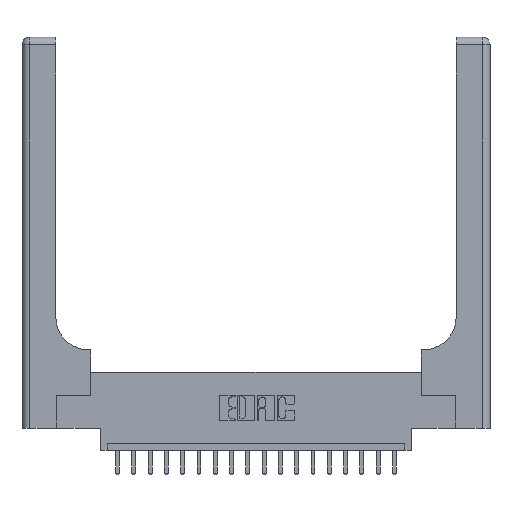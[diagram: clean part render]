
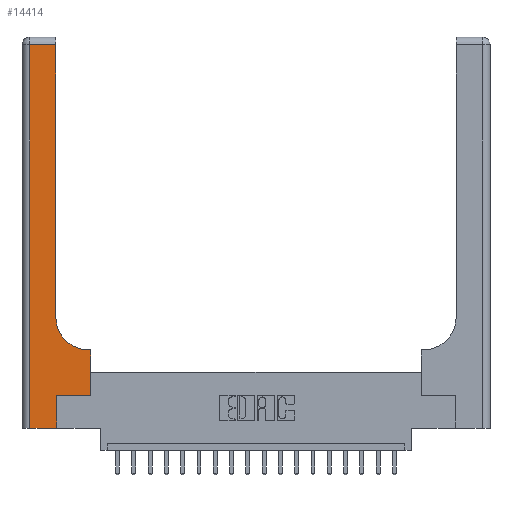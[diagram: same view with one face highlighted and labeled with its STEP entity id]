
A CAD part, top view. The second image highlights one B-rep face of the part: STEP entity #14414.
In plain terms, the highlighted planar face has unit normal (0, 0, 1).
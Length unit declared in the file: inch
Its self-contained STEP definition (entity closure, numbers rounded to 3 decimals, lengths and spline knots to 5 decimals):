
#71 = DIRECTION ( 'NONE',  ( -1., 0., 0. ) ) ;
#135 = DIRECTION ( 'NONE',  ( -1., 0., 0. ) ) ;
#333 = CARTESIAN_POINT ( 'NONE',  ( 0., 3., 0.37 ) ) ;
#434 = DIRECTION ( 'NONE',  ( 0., 0., -1. ) ) ;
#627 = ORIENTED_EDGE ( 'NONE', *, *, #17706, .T. ) ;
#676 = ORIENTED_EDGE ( 'NONE', *, *, #14133, .T. ) ;
#1195 = CARTESIAN_POINT ( 'NONE',  ( 0.06, 3., 0.37 ) ) ;
#1314 = ORIENTED_EDGE ( 'NONE', *, *, #19046, .T. ) ;
#1376 = VERTEX_POINT ( 'NONE', #14586 ) ;
#1415 = CARTESIAN_POINT ( 'NONE',  ( 0.26, 0.6, 0.37 ) ) ;
#1564 = AXIS2_PLACEMENT_3D ( 'NONE', #18146, #10448, #16715 ) ;
#1621 = DIRECTION ( 'NONE',  ( -1., 0., 0. ) ) ;
#1665 = CARTESIAN_POINT ( 'NONE',  ( 0.528, 0.25, 0.37 ) ) ;
#1830 = DIRECTION ( 'NONE',  ( 1., 0., 0. ) ) ;
#2927 = DIRECTION ( 'NONE',  ( 0., 1., 0. ) ) ;
#3166 = ORIENTED_EDGE ( 'NONE', *, *, #16397, .T. ) ;
#4338 = VECTOR ( 'NONE', #1621, 39.37008 ) ;
#4630 = EDGE_CURVE ( 'NONE', #6557, #9312, #9498, .T. ) ;
#5300 = VECTOR ( 'NONE', #71, 39.37008 ) ;
#5745 = VECTOR ( 'NONE', #2927, 39.37008 ) ;
#6146 = ORIENTED_EDGE ( 'NONE', *, *, #18816, .T. ) ;
#6222 = VERTEX_POINT ( 'NONE', #17009 ) ;
#6257 = EDGE_CURVE ( 'NONE', #6222, #1376, #15679, .T. ) ;
#6346 = CARTESIAN_POINT ( 'NONE',  ( 0., 0., 0.37 ) ) ;
#6557 = VERTEX_POINT ( 'NONE', #19856 ) ;
#6648 = LINE ( 'NONE', #6346, #8474 ) ;
#6944 = CARTESIAN_POINT ( 'NONE',  ( 0.265, 0.25, 0.37 ) ) ;
#7553 = DIRECTION ( 'NONE',  ( 0., 1., 0. ) ) ;
#7613 = VERTEX_POINT ( 'NONE', #6944 ) ;
#7769 = EDGE_CURVE ( 'NONE', #9984, #6222, #18528, .T. ) ;
#8063 = LINE ( 'NONE', #19455, #12386 ) ;
#8328 = EDGE_LOOP ( 'NONE', ( #3166, #12768, #1314, #6146, #18612, #676, #16060, #13363, #627 ) ) ;
#8474 = VECTOR ( 'NONE', #1830, 39.37008 ) ;
#8767 = VECTOR ( 'NONE', #7553, 39.37008 ) ;
#9085 = DIRECTION ( 'NONE',  ( 0., -1., 0. ) ) ;
#9312 = VERTEX_POINT ( 'NONE', #15122 ) ;
#9395 = CARTESIAN_POINT ( 'NONE',  ( 0., 2.94, 0.37 ) ) ;
#9498 = LINE ( 'NONE', #9395, #5300 ) ;
#9514 = LINE ( 'NONE', #12804, #15395 ) ;
#9729 = CARTESIAN_POINT ( 'NONE',  ( 0.265, 0., 0.37 ) ) ;
#9984 = VERTEX_POINT ( 'NONE', #1665 ) ;
#10396 = CIRCLE ( 'NONE', #1564, 0.25 ) ;
#10448 = DIRECTION ( 'NONE',  ( 0., 0., -1. ) ) ;
#10627 = CARTESIAN_POINT ( 'NONE',  ( 0.265, 0., 0.37 ) ) ;
#10826 = CARTESIAN_POINT ( 'NONE',  ( 0.528, 0.25, 0.37 ) ) ;
#11196 = PLANE ( 'NONE',  #13377 ) ;
#11525 = VERTEX_POINT ( 'NONE', #9729 ) ;
#12368 = LINE ( 'NONE', #1195, #14053 ) ;
#12386 = VECTOR ( 'NONE', #14624, 39.37008 ) ;
#12768 = ORIENTED_EDGE ( 'NONE', *, *, #4630, .T. ) ;
#12804 = CARTESIAN_POINT ( 'NONE',  ( 0.26, 3., 0.37 ) ) ;
#13306 = EDGE_CURVE ( 'NONE', #11525, #7613, #18321, .T. ) ;
#13363 = ORIENTED_EDGE ( 'NONE', *, *, #6257, .T. ) ;
#13377 = AXIS2_PLACEMENT_3D ( 'NONE', #333, #434, #135 ) ;
#14053 = VECTOR ( 'NONE', #9085, 39.37008 ) ;
#14133 = EDGE_CURVE ( 'NONE', #7613, #9984, #8063, .T. ) ;
#14414 = ADVANCED_FACE ( 'NONE', ( #19104 ), #11196, .F. ) ;
#14586 = CARTESIAN_POINT ( 'NONE',  ( 0.51, 0.6, 0.37 ) ) ;
#14624 = DIRECTION ( 'NONE',  ( 1., 0., 0. ) ) ;
#15122 = CARTESIAN_POINT ( 'NONE',  ( 0.06, 2.94, 0.37 ) ) ;
#15395 = VECTOR ( 'NONE', #18857, 39.37008 ) ;
#15679 = LINE ( 'NONE', #1415, #4338 ) ;
#15956 = VERTEX_POINT ( 'NONE', #20031 ) ;
#16060 = ORIENTED_EDGE ( 'NONE', *, *, #7769, .T. ) ;
#16397 = EDGE_CURVE ( 'NONE', #19950, #6557, #9514, .T. ) ;
#16715 = DIRECTION ( 'NONE',  ( 1., 0., 0. ) ) ;
#17009 = CARTESIAN_POINT ( 'NONE',  ( 0.528, 0.6, 0.37 ) ) ;
#17706 = EDGE_CURVE ( 'NONE', #1376, #19950, #10396, .T. ) ;
#18146 = CARTESIAN_POINT ( 'NONE',  ( 0.51, 0.85, 0.37 ) ) ;
#18176 = CARTESIAN_POINT ( 'NONE',  ( 0.26, 0.85, 0.37 ) ) ;
#18321 = LINE ( 'NONE', #10627, #8767 ) ;
#18528 = LINE ( 'NONE', #10826, #5745 ) ;
#18612 = ORIENTED_EDGE ( 'NONE', *, *, #13306, .T. ) ;
#18816 = EDGE_CURVE ( 'NONE', #15956, #11525, #6648, .T. ) ;
#18857 = DIRECTION ( 'NONE',  ( 0., 1., 0. ) ) ;
#19046 = EDGE_CURVE ( 'NONE', #9312, #15956, #12368, .T. ) ;
#19104 = FACE_OUTER_BOUND ( 'NONE', #8328, .T. ) ;
#19455 = CARTESIAN_POINT ( 'NONE',  ( 0.265, 0.25, 0.37 ) ) ;
#19856 = CARTESIAN_POINT ( 'NONE',  ( 0.26, 2.94, 0.37 ) ) ;
#19950 = VERTEX_POINT ( 'NONE', #18176 ) ;
#20031 = CARTESIAN_POINT ( 'NONE',  ( 0.06, 0., 0.37 ) ) ;
